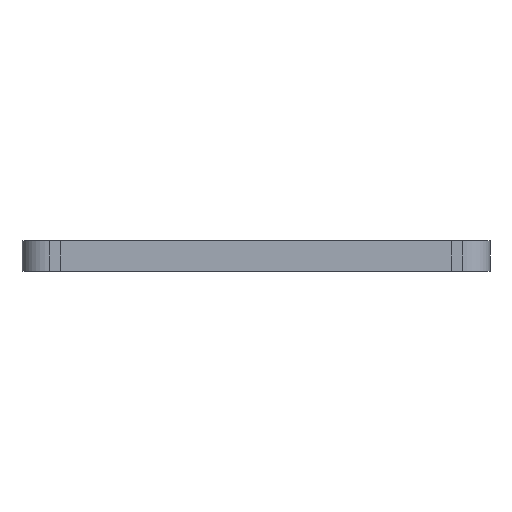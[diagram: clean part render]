
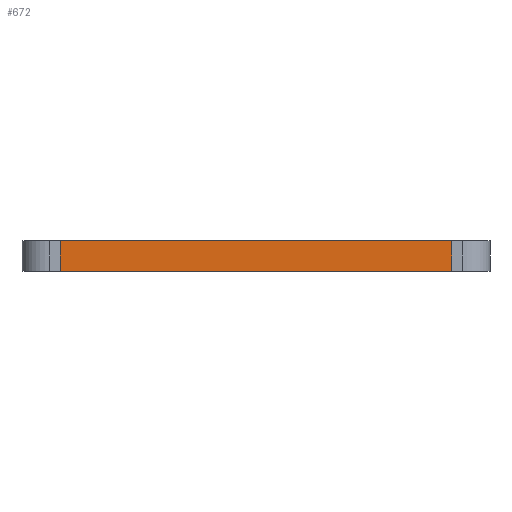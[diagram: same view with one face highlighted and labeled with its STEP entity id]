
A CAD part, front view. The second image highlights one B-rep face of the part: STEP entity #672.
In plain terms, the highlighted planar face has unit normal (0, -1, 0).
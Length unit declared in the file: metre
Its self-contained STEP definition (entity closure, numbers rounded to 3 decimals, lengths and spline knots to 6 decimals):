
#121=ORIENTED_EDGE('',*,*,#302,.T.);
#122=ORIENTED_EDGE('',*,*,#303,.F.);
#123=ORIENTED_EDGE('',*,*,#304,.F.);
#124=ORIENTED_EDGE('',*,*,#300,.T.);
#300=EDGE_CURVE('',#387,#386,#449,.T.);
#302=EDGE_CURVE('',#386,#388,#451,.T.);
#303=EDGE_CURVE('',#389,#388,#452,.T.);
#304=EDGE_CURVE('',#387,#389,#453,.T.);
#386=VERTEX_POINT('',#1080);
#387=VERTEX_POINT('',#1082);
#388=VERTEX_POINT('',#1086);
#389=VERTEX_POINT('',#1088);
#449=LINE('',#1081,#514);
#451=LINE('',#1085,#516);
#452=LINE('',#1087,#517);
#453=LINE('',#1089,#518);
#514=VECTOR('',#868,1.);
#516=VECTOR('',#872,1.);
#517=VECTOR('',#873,1.);
#518=VECTOR('',#874,1.);
#554=EDGE_LOOP('',(#121,#122,#123,#124));
#603=FACE_BOUND('',#554,.T.);
#646=PLANE('',#732);
#672=ADVANCED_FACE('',(#603),#646,.F.);
#732=AXIS2_PLACEMENT_3D('',#1084,#870,#871);
#868=DIRECTION('',(0.,0.,-1.));
#870=DIRECTION('',(0.,1.,0.));
#871=DIRECTION('',(0.,0.,1.));
#872=DIRECTION('',(1.,0.,0.));
#873=DIRECTION('',(0.,0.,-1.));
#874=DIRECTION('',(1.,0.,0.));
#1080=CARTESIAN_POINT('',(-0.017866,-0.027597,0.));
#1081=CARTESIAN_POINT('',(-0.017866,-0.027597,0.00285));
#1082=CARTESIAN_POINT('',(-0.017866,-0.027597,0.00285));
#1084=CARTESIAN_POINT('',(0.000134,-0.027597,0.00285));
#1085=CARTESIAN_POINT('',(0.000134,-0.027597,0.));
#1086=CARTESIAN_POINT('',(0.018134,-0.027597,0.));
#1087=CARTESIAN_POINT('',(0.018134,-0.027597,0.00285));
#1088=CARTESIAN_POINT('',(0.018134,-0.027597,0.00285));
#1089=CARTESIAN_POINT('',(0.000134,-0.027597,0.00285));
